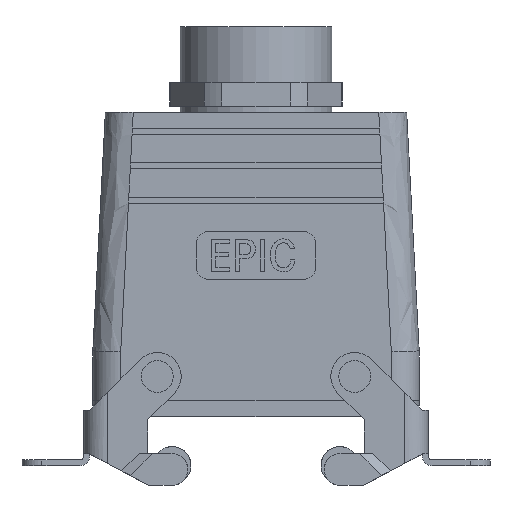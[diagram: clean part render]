
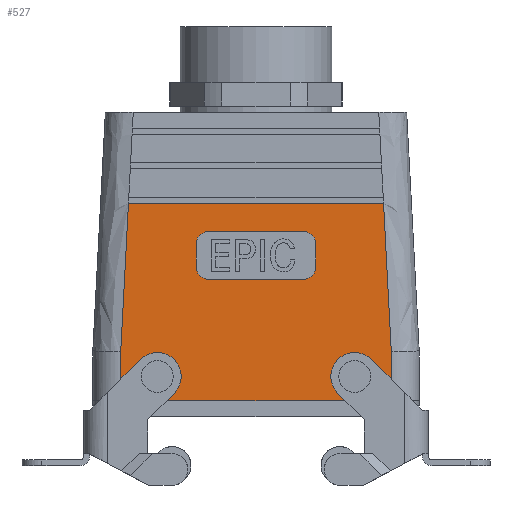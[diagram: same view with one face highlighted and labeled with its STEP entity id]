
A CAD part, left-side view. The second image highlights one B-rep face of the part: STEP entity #527.
In plain terms, the highlighted planar face has unit normal (-1, 0, 0).
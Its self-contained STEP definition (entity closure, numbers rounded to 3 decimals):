
#527 = ADVANCED_FACE( '', ( #1206, #1207, #1208, #1209 ), #1210, .F. );
#1206 = FACE_BOUND( '', #2196, .T. );
#1207 = FACE_BOUND( '', #2197, .T. );
#1208 = FACE_OUTER_BOUND( '', #2198, .T. );
#1209 = FACE_BOUND( '', #2199, .T. );
#1210 = PLANE( '', #2200 );
#2196 = EDGE_LOOP( '', ( #3877, #3878, #3879, #3880, #3881, #3882, #3883, #3884 ) );
#2197 = EDGE_LOOP( '', ( #3885 ) );
#2198 = EDGE_LOOP( '', ( #3886, #3887, #3888, #3889, #3890, #3891 ) );
#2199 = EDGE_LOOP( '', ( #3892 ) );
#2200 = AXIS2_PLACEMENT_3D( '', #3893, #3894, #3895 );
#3877 = ORIENTED_EDGE( '', *, *, #5424, .T. );
#3878 = ORIENTED_EDGE( '', *, *, #5650, .F. );
#3879 = ORIENTED_EDGE( '', *, *, #5651, .F. );
#3880 = ORIENTED_EDGE( '', *, *, #5631, .F. );
#3881 = ORIENTED_EDGE( '', *, *, #5568, .F. );
#3882 = ORIENTED_EDGE( '', *, *, #5197, .F. );
#3883 = ORIENTED_EDGE( '', *, *, #5413, .T. );
#3884 = ORIENTED_EDGE( '', *, *, #5652, .T. );
#3885 = ORIENTED_EDGE( '', *, *, #5653, .T. );
#3886 = ORIENTED_EDGE( '', *, *, #5294, .T. );
#3887 = ORIENTED_EDGE( '', *, *, #5597, .F. );
#3888 = ORIENTED_EDGE( '', *, *, #5654, .F. );
#3889 = ORIENTED_EDGE( '', *, *, #5516, .F. );
#3890 = ORIENTED_EDGE( '', *, *, #5501, .T. );
#3891 = ORIENTED_EDGE( '', *, *, #5608, .T. );
#3892 = ORIENTED_EDGE( '', *, *, #5655, .F. );
#3893 = CARTESIAN_POINT( '', ( -28., 41., 0. ) );
#3894 = DIRECTION( '', ( 1., 0., 0. ) );
#3895 = DIRECTION( '', ( 0., 0., -1. ) );
#5197 = EDGE_CURVE( '', #6146, #6147, #6148, .T. );
#5294 = EDGE_CURVE( '', #6310, #6311, #6312, .T. );
#5413 = EDGE_CURVE( '', #6146, #6508, #6509, .F. );
#5424 = EDGE_CURVE( '', #6527, #6528, #6529, .F. );
#5501 = EDGE_CURVE( '', #6648, #6646, #6649, .T. );
#5516 = EDGE_CURVE( '', #6648, #6670, #6671, .T. );
#5568 = EDGE_CURVE( '', #6147, #6745, #6746, .F. );
#5597 = EDGE_CURVE( '', #6789, #6311, #6791, .F. );
#5608 = EDGE_CURVE( '', #6646, #6310, #6804, .F. );
#5631 = EDGE_CURVE( '', #6745, #6835, #6836, .T. );
#5650 = EDGE_CURVE( '', #6863, #6528, #6864, .T. );
#5651 = EDGE_CURVE( '', #6835, #6863, #6865, .F. );
#5652 = EDGE_CURVE( '', #6508, #6527, #6866, .T. );
#5653 = EDGE_CURVE( '', #6867, #6867, #6868, .T. );
#5654 = EDGE_CURVE( '', #6670, #6789, #6869, .T. );
#5655 = EDGE_CURVE( '', #6870, #6870, #6871, .T. );
#6146 = VERTEX_POINT( '', #7502 );
#6147 = VERTEX_POINT( '', #7503 );
#6148 = LINE( '', #7504, #7505 );
#6310 = VERTEX_POINT( '', #7738 );
#6311 = VERTEX_POINT( '', #7739 );
#6312 = LINE( '', #7740, #7741 );
#6508 = VERTEX_POINT( '', #8062 );
#6509 = CIRCLE( '', #8063, 3. );
#6527 = VERTEX_POINT( '', #8086 );
#6528 = VERTEX_POINT( '', #8087 );
#6529 = CIRCLE( '', #8088, 3. );
#6646 = VERTEX_POINT( '', #8382 );
#6648 = VERTEX_POINT( '', #8407 );
#6649 = B_SPLINE_CURVE_WITH_KNOTS( '', 3, ( #8408, #8409, #8410, #8411 ), .UNSPECIFIED., .F., .F., ( 4, 4 ), ( 0.476, 0.599 ), .UNSPECIFIED. );
#6670 = VERTEX_POINT( '', #8453 );
#6671 = LINE( '', #8454, #8455 );
#6745 = VERTEX_POINT( '', #8603 );
#6746 = CIRCLE( '', #8604, 3. );
#6789 = VERTEX_POINT( '', #8666 );
#6791 = B_SPLINE_CURVE_WITH_KNOTS( '', 3, ( #8691, #8692, #8693, #8694 ), .UNSPECIFIED., .F., .F., ( 4, 4 ), ( 0.4, 0.597 ), .UNSPECIFIED. );
#6804 = B_SPLINE_CURVE_WITH_KNOTS( '', 3, ( #8740, #8741, #8742, #8743 ), .UNSPECIFIED., .F., .F., ( 4, 4 ), ( 0.4, 0.597 ), .UNSPECIFIED. );
#6835 = VERTEX_POINT( '', #8785 );
#6836 = LINE( '', #8786, #8787 );
#6863 = VERTEX_POINT( '', #8827 );
#6864 = LINE( '', #8828, #8829 );
#6865 = CIRCLE( '', #8830, 3. );
#6866 = LINE( '', #8831, #8832 );
#6867 = VERTEX_POINT( '', #8833 );
#6868 = CIRCLE( '', #8834, 2.45 );
#6869 = B_SPLINE_CURVE_WITH_KNOTS( '', 3, ( #8835, #8836, #8837, #8838 ), .UNSPECIFIED., .F., .F., ( 4, 4 ), ( 0.476, 0.599 ), .UNSPECIFIED. );
#6870 = VERTEX_POINT( '', #8839 );
#6871 = CIRCLE( '', #8840, 2.45 );
#7502 = CARTESIAN_POINT( '', ( -28., -12., 42.5 ) );
#7503 = CARTESIAN_POINT( '', ( -28., 12., 42.5 ) );
#7504 = CARTESIAN_POINT( '', ( -28., 41., 42.5 ) );
#7505 = VECTOR( '', #9527, 1000. );
#7738 = CARTESIAN_POINT( '', ( -28., 34., 0. ) );
#7739 = CARTESIAN_POINT( '', ( -28., -34., 0. ) );
#7740 = CARTESIAN_POINT( '', ( -28., 41., 0. ) );
#7741 = VECTOR( '', #9641, 1000. );
#8062 = CARTESIAN_POINT( '', ( -28., -15., 39.5 ) );
#8063 = AXIS2_PLACEMENT_3D( '', #9778, #9779, #9780 );
#8086 = CARTESIAN_POINT( '', ( -28., -15., 33.5 ) );
#8087 = CARTESIAN_POINT( '', ( -28., -12., 30.5 ) );
#8088 = AXIS2_PLACEMENT_3D( '', #9795, #9796, #9797 );
#8382 = CARTESIAN_POINT( '', ( -28., 34., 12.317 ) );
#8407 = CARTESIAN_POINT( '', ( -28., 32.046, 49.6 ) );
#8408 = CARTESIAN_POINT( '', ( -28., 32.046, 49.6 ) );
#8409 = CARTESIAN_POINT( '', ( -28., 32.697, 37.172 ) );
#8410 = CARTESIAN_POINT( '', ( -28., 33.349, 24.744 ) );
#8411 = CARTESIAN_POINT( '', ( -28., 34., 12.317 ) );
#8453 = CARTESIAN_POINT( '', ( -28., -32.046, 49.6 ) );
#8454 = CARTESIAN_POINT( '', ( -28., 41., 49.6 ) );
#8455 = VECTOR( '', #9860, 1000. );
#8603 = CARTESIAN_POINT( '', ( -28., 15., 39.5 ) );
#8604 = AXIS2_PLACEMENT_3D( '', #9891, #9892, #9893 );
#8666 = CARTESIAN_POINT( '', ( -28., -34., 12.317 ) );
#8691 = CARTESIAN_POINT( '', ( -28., -34., 0. ) );
#8692 = CARTESIAN_POINT( '', ( -28., -34., 4.106 ) );
#8693 = CARTESIAN_POINT( '', ( -28., -34., 8.211 ) );
#8694 = CARTESIAN_POINT( '', ( -28., -34., 12.317 ) );
#8740 = CARTESIAN_POINT( '', ( -28., 34., 0. ) );
#8741 = CARTESIAN_POINT( '', ( -28., 34., 4.106 ) );
#8742 = CARTESIAN_POINT( '', ( -28., 34., 8.211 ) );
#8743 = CARTESIAN_POINT( '', ( -28., 34., 12.317 ) );
#8785 = CARTESIAN_POINT( '', ( -28., 15., 33.5 ) );
#8786 = CARTESIAN_POINT( '', ( -28., 15., 0. ) );
#8787 = VECTOR( '', #9955, 1000. );
#8827 = CARTESIAN_POINT( '', ( -28., 12., 30.5 ) );
#8828 = CARTESIAN_POINT( '', ( -28., 41., 30.5 ) );
#8829 = VECTOR( '', #9972, 1000. );
#8830 = AXIS2_PLACEMENT_3D( '', #9973, #9974, #9975 );
#8831 = CARTESIAN_POINT( '', ( -28., -15., 0. ) );
#8832 = VECTOR( '', #9976, 1000. );
#8833 = CARTESIAN_POINT( '', ( -28., 27.25, 6.1 ) );
#8834 = AXIS2_PLACEMENT_3D( '', #9977, #9978, #9979 );
#8835 = CARTESIAN_POINT( '', ( -28., -32.046, 49.6 ) );
#8836 = CARTESIAN_POINT( '', ( -28., -32.697, 37.172 ) );
#8837 = CARTESIAN_POINT( '', ( -28., -33.349, 24.744 ) );
#8838 = CARTESIAN_POINT( '', ( -28., -34., 12.317 ) );
#8839 = CARTESIAN_POINT( '', ( -28., -27.25, 6.1 ) );
#8840 = AXIS2_PLACEMENT_3D( '', #9980, #9981, #9982 );
#9527 = DIRECTION( '', ( 0., 1., 0. ) );
#9641 = DIRECTION( '', ( 0., -1., 0. ) );
#9778 = CARTESIAN_POINT( '', ( -28., -12., 39.5 ) );
#9779 = DIRECTION( '', ( -1., 0., 0. ) );
#9780 = DIRECTION( '', ( 0., 0., -1. ) );
#9795 = CARTESIAN_POINT( '', ( -28., -12., 33.5 ) );
#9796 = DIRECTION( '', ( -1., 0., 0. ) );
#9797 = DIRECTION( '', ( 0., 0., -1. ) );
#9860 = DIRECTION( '', ( 0., -1., 0. ) );
#9891 = CARTESIAN_POINT( '', ( -28., 12., 39.5 ) );
#9892 = DIRECTION( '', ( 1., 0., 0. ) );
#9893 = DIRECTION( '', ( 0., 0., -1. ) );
#9955 = DIRECTION( '', ( 0., 0., -1. ) );
#9972 = DIRECTION( '', ( 0., -1., 0. ) );
#9973 = CARTESIAN_POINT( '', ( -28., 12., 33.5 ) );
#9974 = DIRECTION( '', ( 1., 0., 0. ) );
#9975 = DIRECTION( '', ( 0., 0., -1. ) );
#9976 = DIRECTION( '', ( 0., 0., -1. ) );
#9977 = CARTESIAN_POINT( '', ( -28., 24.8, 6.1 ) );
#9978 = DIRECTION( '', ( 1., 0., 0. ) );
#9979 = DIRECTION( '', ( 0., 1., 0. ) );
#9980 = CARTESIAN_POINT( '', ( -28., -24.8, 6.1 ) );
#9981 = DIRECTION( '', ( -1., 0., 0. ) );
#9982 = DIRECTION( '', ( 0., -1., 0. ) );
